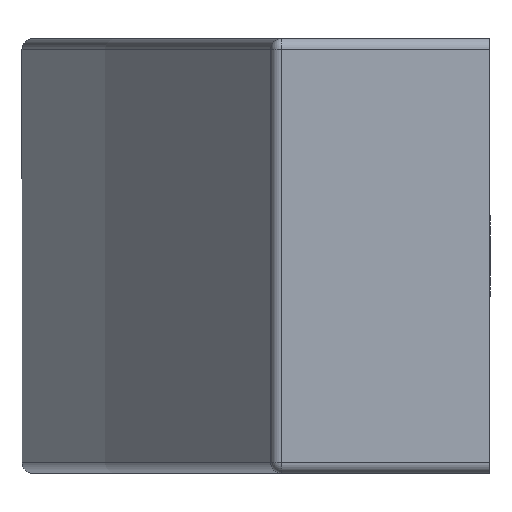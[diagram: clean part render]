
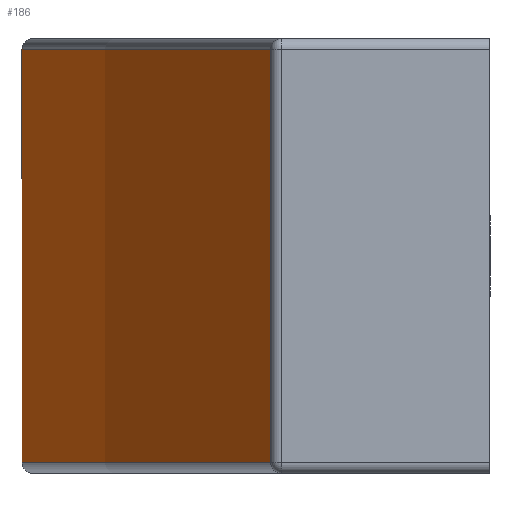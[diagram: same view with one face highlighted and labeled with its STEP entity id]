
A CAD part, left-side view. The second image highlights one B-rep face of the part: STEP entity #186.
In plain terms, the highlighted cylindrical face has radius 586.167 mm (diameter 1172.33 mm), a partial arc.
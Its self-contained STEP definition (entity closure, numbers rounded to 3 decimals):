
#6 = DIRECTION ( 'NONE',  ( 0., 0., 1. ) ) ;
#26 = VERTEX_POINT ( 'NONE', #458 ) ;
#71 = EDGE_CURVE ( 'NONE', #1057, #843, #632, .T. ) ;
#90 = DIRECTION ( 'NONE',  ( 0., 0., -1. ) ) ;
#106 = CIRCLE ( 'NONE', #824, 586.167 ) ;
#111 = CARTESIAN_POINT ( 'NONE',  ( 117.6, 10.082, -9.5 ) ) ;
#138 = DIRECTION ( 'NONE',  ( -1., 0., 0. ) ) ;
#186 = ADVANCED_FACE ( 'NONE', ( #1172 ), #983, .T. ) ;
#261 = ORIENTED_EDGE ( 'NONE', *, *, #561, .T. ) ;
#288 = DIRECTION ( 'NONE',  ( -1., 0., 0. ) ) ;
#354 = AXIS2_PLACEMENT_3D ( 'NONE', #374, #6, #1075 ) ;
#358 = AXIS2_PLACEMENT_3D ( 'NONE', #877, #90, #288 ) ;
#374 = CARTESIAN_POINT ( 'NONE',  ( 0., -564.167, -9.5 ) ) ;
#419 = ORIENTED_EDGE ( 'NONE', *, *, #71, .T. ) ;
#458 = CARTESIAN_POINT ( 'NONE',  ( -117.6, 10.082, -9.5 ) ) ;
#515 = VERTEX_POINT ( 'NONE', #629 ) ;
#539 = ORIENTED_EDGE ( 'NONE', *, *, #881, .T. ) ;
#561 = EDGE_CURVE ( 'NONE', #515, #1057, #106, .T. ) ;
#596 = CARTESIAN_POINT ( 'NONE',  ( -117.6, 10.082, 10. ) ) ;
#609 = LINE ( 'NONE', #596, #1077 ) ;
#629 = CARTESIAN_POINT ( 'NONE',  ( -117.6, 10.082, 9.5 ) ) ;
#632 = LINE ( 'NONE', #658, #1129 ) ;
#638 = ORIENTED_EDGE ( 'NONE', *, *, #955, .T. ) ;
#658 = CARTESIAN_POINT ( 'NONE',  ( 117.6, 10.082, 10. ) ) ;
#727 = CARTESIAN_POINT ( 'NONE',  ( 0., -564.167, 9.5 ) ) ;
#762 = DIRECTION ( 'NONE',  ( 0., 0., -1. ) ) ;
#816 = DIRECTION ( 'NONE',  ( 0., 0., 1. ) ) ;
#824 = AXIS2_PLACEMENT_3D ( 'NONE', #727, #1120, #138 ) ;
#843 = VERTEX_POINT ( 'NONE', #111 ) ;
#877 = CARTESIAN_POINT ( 'NONE',  ( 0., -564.167, 10. ) ) ;
#881 = EDGE_CURVE ( 'NONE', #843, #26, #1100, .T. ) ;
#955 = EDGE_CURVE ( 'NONE', #26, #515, #609, .T. ) ;
#983 = CYLINDRICAL_SURFACE ( 'NONE', #358, 586.167 ) ;
#1057 = VERTEX_POINT ( 'NONE', #1222 ) ;
#1075 = DIRECTION ( 'NONE',  ( -1., 0., 0. ) ) ;
#1077 = VECTOR ( 'NONE', #816, 1000. ) ;
#1100 = CIRCLE ( 'NONE', #354, 586.167 ) ;
#1120 = DIRECTION ( 'NONE',  ( 0., 0., -1. ) ) ;
#1129 = VECTOR ( 'NONE', #762, 1000. ) ;
#1172 = FACE_OUTER_BOUND ( 'NONE', #1181, .T. ) ;
#1181 = EDGE_LOOP ( 'NONE', ( #261, #419, #539, #638 ) ) ;
#1222 = CARTESIAN_POINT ( 'NONE',  ( 117.6, 10.082, 9.5 ) ) ;
